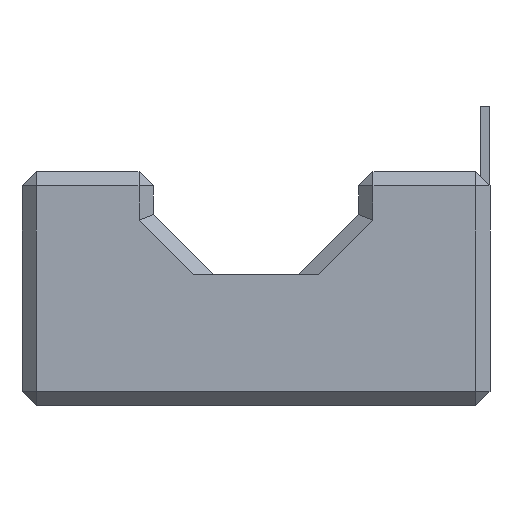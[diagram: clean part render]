
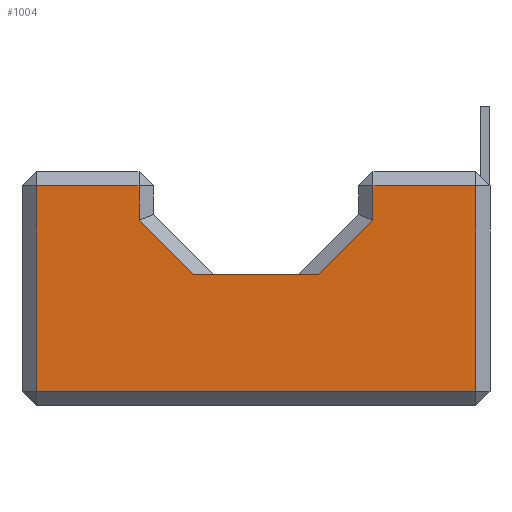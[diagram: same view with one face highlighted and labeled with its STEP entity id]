
A CAD part, front view. The second image highlights one B-rep face of the part: STEP entity #1004.
In plain terms, the highlighted planar face has unit normal (0, -1, 0).
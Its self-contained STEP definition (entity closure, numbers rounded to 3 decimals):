
#13 = ORIENTED_EDGE ( 'NONE', *, *, #98, .T. ) ;
#23 = CARTESIAN_POINT ( 'NONE',  ( 3.661, 0., 28.661 ) ) ;
#66 = ORIENTED_EDGE ( 'NONE', *, *, #1357, .T. ) ;
#97 = CARTESIAN_POINT ( 'NONE',  ( 20.444, 0., 14. ) ) ;
#98 = EDGE_CURVE ( 'NONE', #559, #324, #1348, .T. ) ;
#121 = CARTESIAN_POINT ( 'NONE',  ( 21.339, 0., 3.661 ) ) ;
#122 = VECTOR ( 'NONE', #754, 1000. ) ;
#157 = FACE_OUTER_BOUND ( 'NONE', #399, .T. ) ;
#185 = LINE ( 'NONE', #1104, #1161 ) ;
#197 = DIRECTION ( 'NONE',  ( -1., 0., 0. ) ) ;
#236 = VERTEX_POINT ( 'NONE', #1131 ) ;
#239 = EDGE_CURVE ( 'NONE', #1242, #378, #348, .T. ) ;
#242 = DIRECTION ( 'NONE',  ( 0., 0., 1. ) ) ;
#260 = EDGE_CURVE ( 'NONE', #863, #1250, #1378, .T. ) ;
#278 = LINE ( 'NONE', #1318, #416 ) ;
#297 = VERTEX_POINT ( 'NONE', #1051 ) ;
#298 = VECTOR ( 'NONE', #409, 1000. ) ;
#301 = LINE ( 'NONE', #752, #563 ) ;
#324 = VERTEX_POINT ( 'NONE', #1298 ) ;
#338 = CARTESIAN_POINT ( 'NONE',  ( 1.5, 0., 25. ) ) ;
#348 = LINE ( 'NONE', #97, #1038 ) ;
#360 = CARTESIAN_POINT ( 'NONE',  ( 48.5, 0., 1.5 ) ) ;
#378 = VERTEX_POINT ( 'NONE', #506 ) ;
#386 = CARTESIAN_POINT ( 'NONE',  ( 12.5, 0., 25. ) ) ;
#399 = EDGE_LOOP ( 'NONE', ( #460, #561, #66, #1273, #1180, #537, #940, #13, #1350, #861 ) ) ;
#409 = DIRECTION ( 'NONE',  ( 0., 0., 1. ) ) ;
#416 = VECTOR ( 'NONE', #656, 1000. ) ;
#419 = EDGE_CURVE ( 'NONE', #324, #1290, #762, .T. ) ;
#460 = ORIENTED_EDGE ( 'NONE', *, *, #1402, .T. ) ;
#496 = LINE ( 'NONE', #23, #1283 ) ;
#506 = CARTESIAN_POINT ( 'NONE',  ( 31.678, 0., 14. ) ) ;
#537 = ORIENTED_EDGE ( 'NONE', *, *, #260, .T. ) ;
#559 = VERTEX_POINT ( 'NONE', #360 ) ;
#561 = ORIENTED_EDGE ( 'NONE', *, *, #239, .F. ) ;
#563 = VECTOR ( 'NONE', #883, 1000. ) ;
#656 = DIRECTION ( 'NONE',  ( 1., 0., 0. ) ) ;
#704 = LINE ( 'NONE', #121, #737 ) ;
#729 = PLANE ( 'NONE',  #853 ) ;
#737 = VECTOR ( 'NONE', #1154, 1000. ) ;
#752 = CARTESIAN_POINT ( 'NONE',  ( 0., 0., 23.5 ) ) ;
#754 = DIRECTION ( 'NONE',  ( 0., 0., 1. ) ) ;
#761 = EDGE_CURVE ( 'NONE', #236, #863, #301, .T. ) ;
#762 = LINE ( 'NONE', #1101, #1428 ) ;
#777 = EDGE_CURVE ( 'NONE', #1250, #559, #278, .T. ) ;
#792 = CARTESIAN_POINT ( 'NONE',  ( 18.322, 0., 14. ) ) ;
#853 = AXIS2_PLACEMENT_3D ( 'NONE', #1179, #1037, #242 ) ;
#858 = LINE ( 'NONE', #386, #298 ) ;
#861 = ORIENTED_EDGE ( 'NONE', *, *, #1105, .T. ) ;
#863 = VERTEX_POINT ( 'NONE', #917 ) ;
#883 = DIRECTION ( 'NONE',  ( -1., 0., 0. ) ) ;
#917 = CARTESIAN_POINT ( 'NONE',  ( 1.5, 0., 23.5 ) ) ;
#940 = ORIENTED_EDGE ( 'NONE', *, *, #777, .T. ) ;
#961 = DIRECTION ( 'NONE',  ( 0., 0., -1. ) ) ;
#988 = CARTESIAN_POINT ( 'NONE',  ( 48.5, 0., 25. ) ) ;
#1004 = ADVANCED_FACE ( 'NONE', ( #157 ), #729, .F. ) ;
#1037 = DIRECTION ( 'NONE',  ( 0., 1., 0. ) ) ;
#1038 = VECTOR ( 'NONE', #1481, 1000. ) ;
#1051 = CARTESIAN_POINT ( 'NONE',  ( 12.5, 0., 19.822 ) ) ;
#1084 = VERTEX_POINT ( 'NONE', #1310 ) ;
#1101 = CARTESIAN_POINT ( 'NONE',  ( 0., 0., 23.5 ) ) ;
#1104 = CARTESIAN_POINT ( 'NONE',  ( 37.5, 0., 25. ) ) ;
#1105 = EDGE_CURVE ( 'NONE', #1290, #1084, #185, .T. ) ;
#1120 = CARTESIAN_POINT ( 'NONE',  ( 1.5, 0., 1.5 ) ) ;
#1131 = CARTESIAN_POINT ( 'NONE',  ( 12.5, 0., 23.5 ) ) ;
#1154 = DIRECTION ( 'NONE',  ( -0.707, 0., -0.707 ) ) ;
#1161 = VECTOR ( 'NONE', #961, 1000. ) ;
#1170 = DIRECTION ( 'NONE',  ( 0., 0., -1. ) ) ;
#1179 = CARTESIAN_POINT ( 'NONE',  ( 0., 0., 25. ) ) ;
#1180 = ORIENTED_EDGE ( 'NONE', *, *, #761, .T. ) ;
#1242 = VERTEX_POINT ( 'NONE', #792 ) ;
#1250 = VERTEX_POINT ( 'NONE', #1120 ) ;
#1273 = ORIENTED_EDGE ( 'NONE', *, *, #1495, .T. ) ;
#1283 = VECTOR ( 'NONE', #1389, 1000. ) ;
#1286 = CARTESIAN_POINT ( 'NONE',  ( 37.5, 0., 23.5 ) ) ;
#1290 = VERTEX_POINT ( 'NONE', #1286 ) ;
#1298 = CARTESIAN_POINT ( 'NONE',  ( 48.5, 0., 23.5 ) ) ;
#1310 = CARTESIAN_POINT ( 'NONE',  ( 37.5, 0., 19.822 ) ) ;
#1318 = CARTESIAN_POINT ( 'NONE',  ( 50., 0., 1.5 ) ) ;
#1348 = LINE ( 'NONE', #988, #122 ) ;
#1350 = ORIENTED_EDGE ( 'NONE', *, *, #419, .T. ) ;
#1357 = EDGE_CURVE ( 'NONE', #1242, #297, #496, .T. ) ;
#1378 = LINE ( 'NONE', #338, #1473 ) ;
#1389 = DIRECTION ( 'NONE',  ( -0.707, 0., 0.707 ) ) ;
#1402 = EDGE_CURVE ( 'NONE', #1084, #378, #704, .T. ) ;
#1428 = VECTOR ( 'NONE', #197, 1000. ) ;
#1473 = VECTOR ( 'NONE', #1170, 1000. ) ;
#1481 = DIRECTION ( 'NONE',  ( 1., 0., 0. ) ) ;
#1495 = EDGE_CURVE ( 'NONE', #297, #236, #858, .T. ) ;
